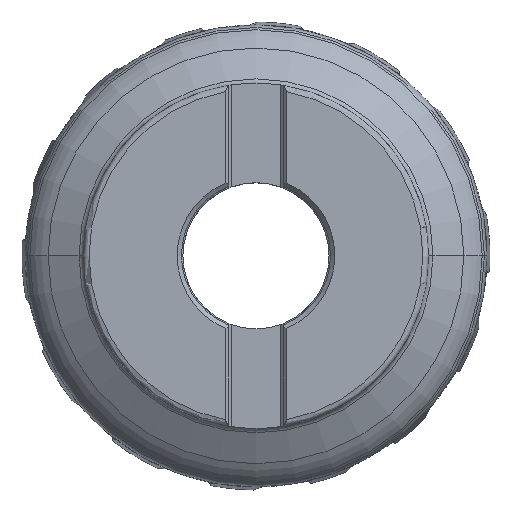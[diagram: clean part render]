
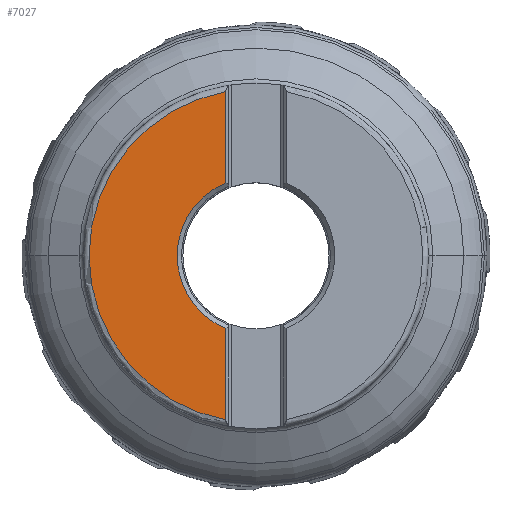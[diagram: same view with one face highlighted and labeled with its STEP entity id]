
A CAD part, top view. The second image highlights one B-rep face of the part: STEP entity #7027.
In plain terms, the highlighted planar face has unit normal (0, 0, 1).
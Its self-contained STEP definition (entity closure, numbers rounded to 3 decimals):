
#1014=PLANE('',#39979);
#2996=LINE('',#70039,#4888);
#2997=LINE('',#70045,#4889);
#4888=VECTOR('',#47126,1.);
#4889=VECTOR('',#47133,1.);
#7027=ADVANCED_FACE('',(#9553),#1014,.T.);
#9553=FACE_OUTER_BOUND('',#11647,.T.);
#11647=EDGE_LOOP('',(#20226,#20227,#20228,#20229,#20230));
#13707=CIRCLE('',#39969,27.4);
#13711=CIRCLE('',#39977,58.);
#13712=CIRCLE('',#39978,58.);
#20226=ORIENTED_EDGE('',*,*,#32875,.F.);
#20227=ORIENTED_EDGE('',*,*,#32876,.F.);
#20228=ORIENTED_EDGE('',*,*,#32877,.F.);
#20229=ORIENTED_EDGE('',*,*,#32878,.F.);
#20230=ORIENTED_EDGE('',*,*,#32862,.F.);
#28277=VERTEX_POINT('',#69971);
#28278=VERTEX_POINT('',#69973);
#28286=VERTEX_POINT('',#70038);
#28287=VERTEX_POINT('',#70042);
#28288=VERTEX_POINT('',#70044);
#32862=EDGE_CURVE('',#28277,#28278,#13707,.T.);
#32875=EDGE_CURVE('',#28286,#28277,#2996,.T.);
#32876=EDGE_CURVE('',#28287,#28286,#13711,.T.);
#32877=EDGE_CURVE('',#28288,#28287,#13712,.T.);
#32878=EDGE_CURVE('',#28278,#28288,#2997,.T.);
#39969=AXIS2_PLACEMENT_3D('',#69972,#47107,#47108);
#39977=AXIS2_PLACEMENT_3D('',#70041,#47129,#47130);
#39978=AXIS2_PLACEMENT_3D('',#70043,#47131,#47132);
#39979=AXIS2_PLACEMENT_3D('',#70046,#47134,#47135);
#47107=DIRECTION('',(0.,0.,1.));
#47108=DIRECTION('',(-0.384,0.923,0.));
#47126=DIRECTION('',(0.,-1.,0.));
#47129=DIRECTION('',(0.,0.,-1.));
#47130=DIRECTION('',(-1.,0.,0.));
#47131=DIRECTION('',(0.,0.,-1.));
#47132=DIRECTION('',(-0.181,-0.983,0.));
#47133=DIRECTION('',(0.,-1.,0.));
#47134=DIRECTION('',(0.,0.,1.));
#47135=DIRECTION('',(-1.,0.,0.));
#69971=CARTESIAN_POINT('',(-10.525,25.298,0.));
#69972=CARTESIAN_POINT('',(0.,0.,0.));
#69973=CARTESIAN_POINT('',(-10.525,-25.298,0.));
#70038=CARTESIAN_POINT('',(-10.525,57.037,0.));
#70039=CARTESIAN_POINT('',(-10.525,57.037,0.));
#70041=CARTESIAN_POINT('',(0.,0.,0.));
#70042=CARTESIAN_POINT('',(-58.,-0.016,0.));
#70043=CARTESIAN_POINT('',(0.,0.,0.));
#70044=CARTESIAN_POINT('',(-10.525,-57.037,0.));
#70045=CARTESIAN_POINT('',(-10.525,-25.298,0.));
#70046=CARTESIAN_POINT('',(-34.262,0.,0.));
